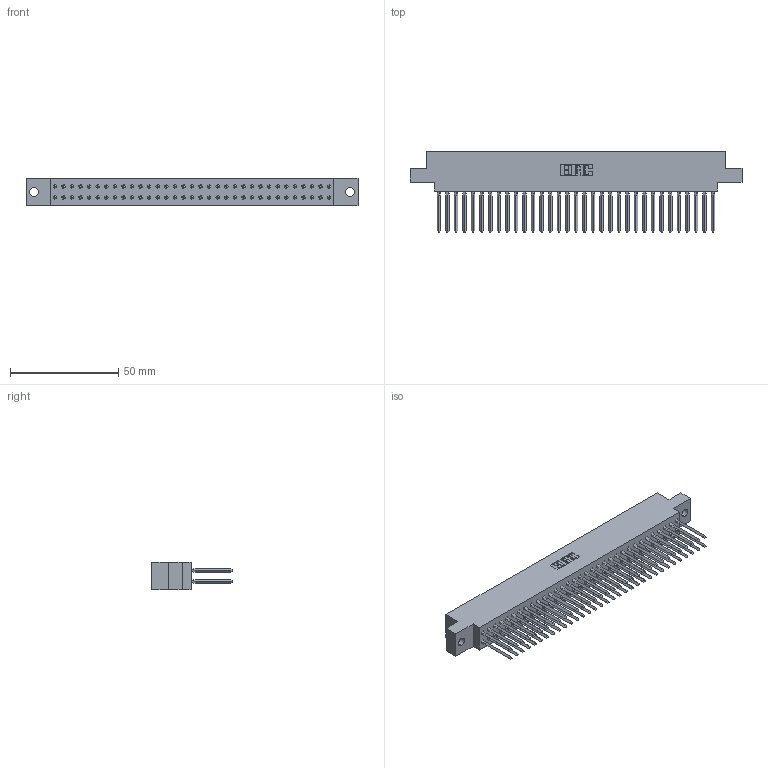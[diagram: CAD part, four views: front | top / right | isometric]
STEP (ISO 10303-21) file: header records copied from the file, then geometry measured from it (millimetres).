
FILE_DESCRIPTION (( 'STEP AP203' ), '1' );
FILE_NAME ('317-066-540-804.STEP', '2020-02-28T06:10:32', ( '' ), ( '' ), 'SwSTEP 2.0', 'SolidWorks 2016', '' );
FILE_SCHEMA (( 'CONFIG_CONTROL_DESIGN' ));
Length unit declared in the file: inch
Products named in the file (3): 317-290-001_540; 317-066-540-804; 317 Part_.156 Dia - TH
Assembly tree (67 placements, depth 2):
  317-066-540-804
    317 Part_.156 Dia - TH
    317-290-001_540  x66
Bounding box: 153.47 x 37.34 x 12.7 mm (x, y, z)
Volume: 25364.3 mm3; surface area: 37301.1 mm2
Topology: 67 solids, 67 shells, 5976 faces, 16577 edges, 10676 vertices
Faces by surface type: plane 4876, cylinder 836, bspline 264
Entity records: 48960 total; most frequent: CARTESIAN_POINT 8955, ORIENTED_EDGE 8454, DIRECTION 7053, EDGE_CURVE 4227, LINE 3971, VECTOR 3971, VERTEX_POINT 2811, AXIS2_PLACEMENT_3D 1541
